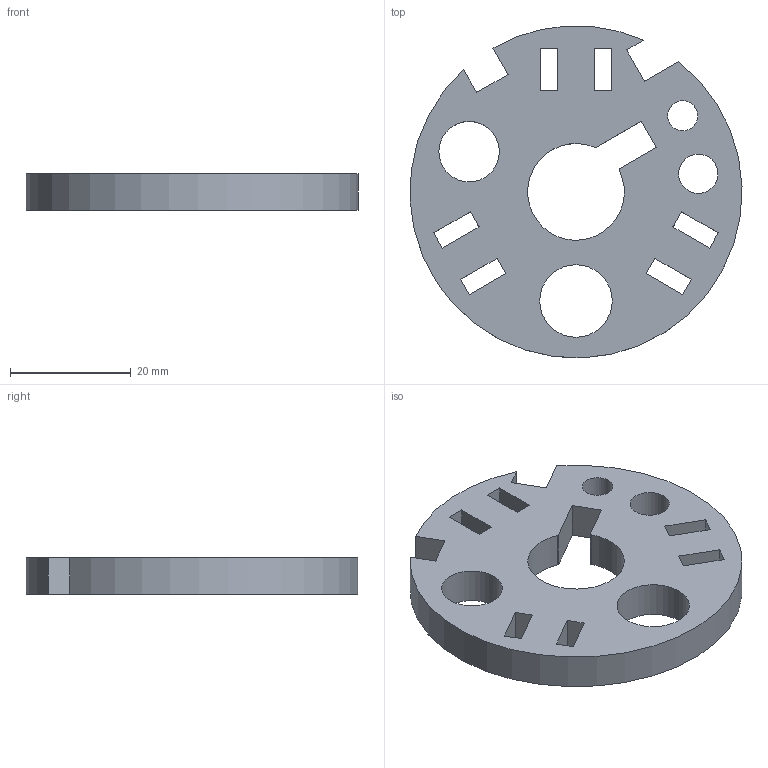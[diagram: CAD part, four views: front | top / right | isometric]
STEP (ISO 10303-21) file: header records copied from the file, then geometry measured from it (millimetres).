
FILE_DESCRIPTION(/* description */ (''),/* implementation_level */ '2;1');
FILE_NAME(/* name */ 'Gripper V 10.0 base 6mm.stp',/* time_stamp */ '2015-07-28T09:57:59-07:00',/* author */ ('Stackpole'),/* organization */ (''),/* preprocessor_version */ 'ST-DEVELOPER v15.6',/* originating_system */ 'Autodesk Inventor 2015',/* authorisation */ '');
FILE_SCHEMA (('AUTOMOTIVE_DESIGN { 1 0 10303 214 3 1 1 }'));
Length unit declared in the file: millimetre
Products named in the file (1): Gripper V 10.0 base 6mm
Bounding box: 54.96 x 54.94 x 6 mm (x, y, z)
Volume: 10264.7 mm3; surface area: 6307.1 mm2
Topology: 1 solids, 1 shells, 44 faces, 126 edges, 84 vertices
Faces by surface type: plane 35, cylinder 9
Full cylindrical faces by diameter (mm): 5 x1, 6.5 x1, 10 x1, 12 x1
Entity records: 1476 total; most frequent: CARTESIAN_POINT 251, ORIENTED_EDGE 244, DIRECTION 230, EDGE_CURVE 122, LINE 104, VECTOR 104, VERTEX_POINT 84, EDGE_LOOP 70
